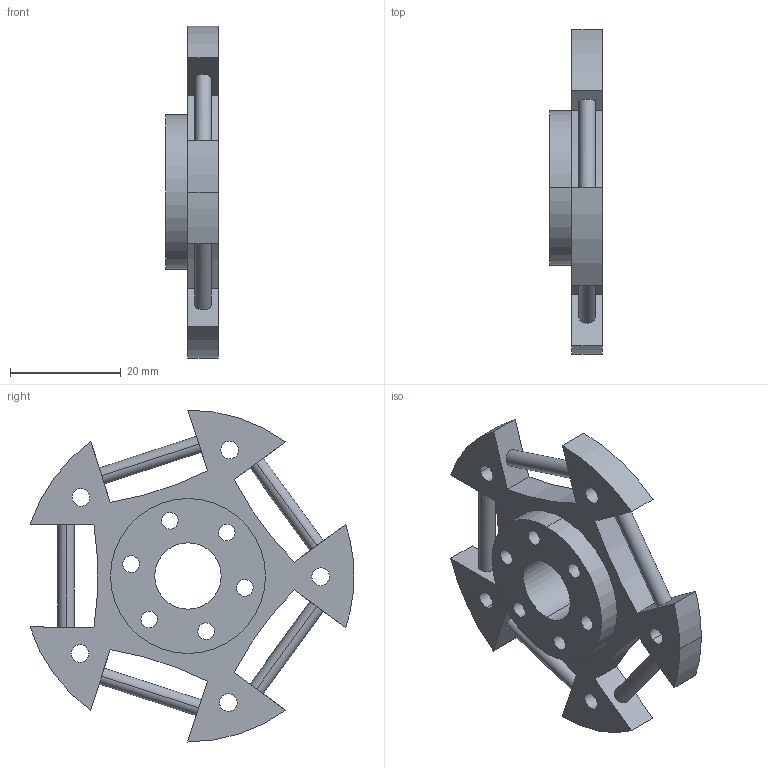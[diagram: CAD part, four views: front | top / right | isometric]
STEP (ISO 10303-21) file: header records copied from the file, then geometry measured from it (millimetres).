
FILE_DESCRIPTION (( 'STEP AP203' ), '1' );
FILE_NAME ('Dasar_1.stp_Default_sldprt.STEP', '2021-01-23T05:16:50', ( 'user' ), ( '' ), 'SwSTEP 2.0', 'SolidWorks 2020', '' );
FILE_SCHEMA (( 'CONFIG_CONTROL_DESIGN' ));
Length unit declared in the file: millimetre
Products named in the file (1): Dasar_1.stp_Default_sldprt
Bounding box: 9.5 x 58.55 x 60 mm (x, y, z)
Volume: 10133.1 mm3; surface area: 6848.8 mm2
Topology: 1 solids, 1 shells, 63 faces, 177 edges, 118 vertices
Faces by surface type: cylinder 49, plane 14
Entity records: 2224 total; most frequent: CARTESIAN_POINT 389, DIRECTION 383, ORIENTED_EDGE 354, EDGE_CURVE 177, AXIS2_PLACEMENT_3D 152, VERTEX_POINT 118, EDGE_LOOP 99, CIRCLE 88
